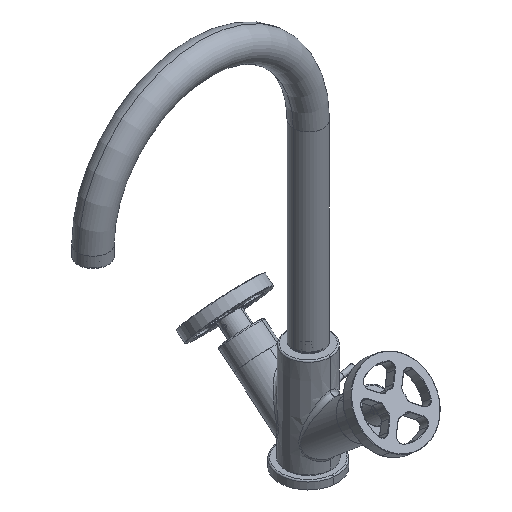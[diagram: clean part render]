
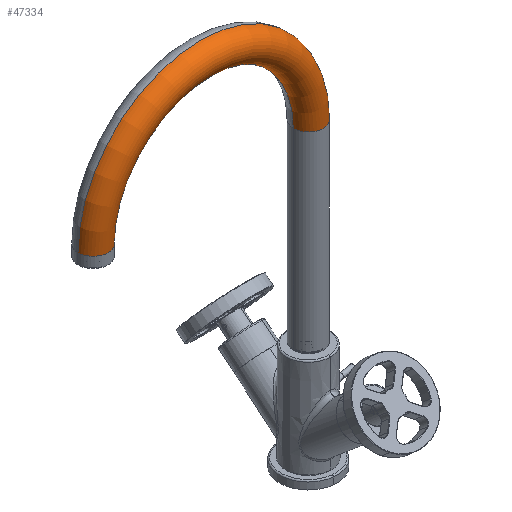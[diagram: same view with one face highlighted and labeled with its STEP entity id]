
A CAD part, isometric view. The second image highlights one B-rep face of the part: STEP entity #47334.
In plain terms, the highlighted toroidal (fillet/blend) face has major radius 86 mm and minor radius 12 mm.
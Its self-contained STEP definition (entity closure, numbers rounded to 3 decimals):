
#47251=CARTESIAN_POINT('Vertex',(-184.,0.,237.25)) ;
#47260=CARTESIAN_POINT('Vertex',(-160.,0.,237.25)) ;
#47291=CARTESIAN_POINT('Vertex',(12.,0.,237.25)) ;
#47293=CARTESIAN_POINT('Vertex',(-12.,0.,237.25)) ;
#47296=CARTESIAN_POINT('Axis2P3D Location',(-86.,0.,237.25)) ;
#47301=CARTESIAN_POINT('Axis2P3D Location',(-86.,0.,237.25)) ;
#47313=CARTESIAN_POINT('Axis2P3D Location',(-86.,0.,237.25)) ;
#47318=CARTESIAN_POINT('Axis2P3D Location',(-172.,0.,237.25)) ;
#47323=CARTESIAN_POINT('Axis2P3D Location',(0.,0.,237.25)) ;
#47297=DIRECTION('Axis2P3D Direction',(0.,1.,-0.)) ;
#47302=DIRECTION('Axis2P3D Direction',(0.,1.,-0.)) ;
#47314=DIRECTION('Axis2P3D Direction',(0.,1.,0.)) ;
#47315=DIRECTION('Axis2P3D XDirection',(-1.,0.,0.)) ;
#47319=DIRECTION('Axis2P3D Direction',(0.,0.,-1.)) ;
#47324=DIRECTION('Axis2P3D Direction',(0.,0.,1.)) ;
#47298=AXIS2_PLACEMENT_3D('Circle Axis2P3D',#47296,#47297,$) ;
#47303=AXIS2_PLACEMENT_3D('Circle Axis2P3D',#47301,#47302,$) ;
#47316=AXIS2_PLACEMENT_3D('Torus Axis2P3D',#47313,#47314,#47315) ;
#47320=AXIS2_PLACEMENT_3D('Circle Axis2P3D',#47318,#47319,$) ;
#47325=AXIS2_PLACEMENT_3D('Circle Axis2P3D',#47323,#47324,$) ;
#47299=CIRCLE('generated circle',#47298,74.) ;
#47304=CIRCLE('generated circle',#47303,98.) ;
#47321=CIRCLE('generated circle',#47320,12.) ;
#47326=CIRCLE('generated circle',#47325,12.) ;
#47317=TOROIDAL_SURFACE('homeo Torus',#47316,86.,12.) ;
#47300=EDGE_CURVE('',#47261,#47294,#47299,.T.) ;
#47305=EDGE_CURVE('',#47252,#47292,#47304,.T.) ;
#47322=EDGE_CURVE('',#47252,#47261,#47321,.F.) ;
#47327=EDGE_CURVE('',#47292,#47294,#47326,.F.) ;
#47329=ORIENTED_EDGE('',*,*,#47305,.F.) ;
#47330=ORIENTED_EDGE('',*,*,#47322,.T.) ;
#47331=ORIENTED_EDGE('',*,*,#47300,.T.) ;
#47332=ORIENTED_EDGE('',*,*,#47327,.F.) ;
#47328=EDGE_LOOP('',(#47329,#47330,#47331,#47332)) ;
#47252=VERTEX_POINT('',#47251) ;
#47261=VERTEX_POINT('',#47260) ;
#47292=VERTEX_POINT('',#47291) ;
#47294=VERTEX_POINT('',#47293) ;
#47334=ADVANCED_FACE('Product1_AllCATPart.1\\51.1\\P9B001.1\\P46734\\PartBody',(#47333),#47317,.T.) ;
#47333=FACE_OUTER_BOUND('',#47328,.T.) ;
